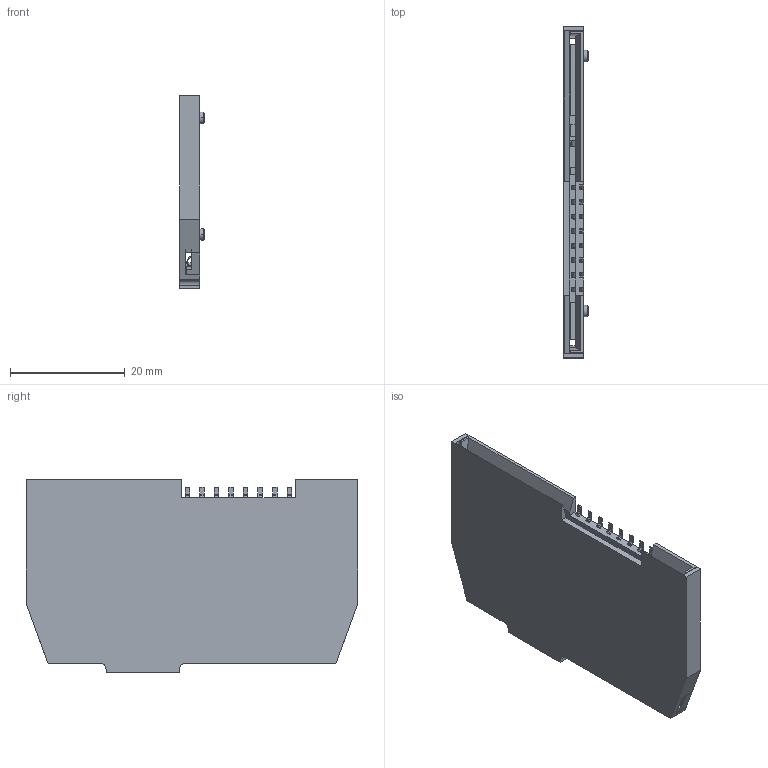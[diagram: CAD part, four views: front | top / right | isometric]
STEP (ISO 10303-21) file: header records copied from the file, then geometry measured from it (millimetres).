
FILE_DESCRIPTION((''),'2;1');
FILE_NAME('7312P0235A13LFC','2010-03-03T',('KaBabu'),('FCI - ELX Division'),'PRO/ENGINEER BY PARAMETRIC TECHNOLOGY CORPORATION, 2008010','PRO/ENGINEER BY PARAMETRIC TECHNOLOGY CORPORATION, 2008010','');
FILE_SCHEMA(('CONFIG_CONTROL_DESIGN'));
Length unit declared in the file: millimetre
Products named in the file (1): 7312P0235A13LFC
Bounding box: 4.35 x 57.8 x 33.7 mm (x, y, z)
Volume: 4145.9 mm3; surface area: 7670.3 mm2
Topology: 1 solids, 1 shells, 693 faces, 1643 edges, 984 vertices
Faces by surface type: plane 539, cylinder 150, cone 4
Entity records: 19579 total; most frequent: CARTESIAN_POINT 3409, DIRECTION 3324, ORIENTED_EDGE 3286, EDGE_CURVE 1643, VECTOR 1332, LINE 1332, AXIS2_PLACEMENT_3D 996, VERTEX_POINT 984
